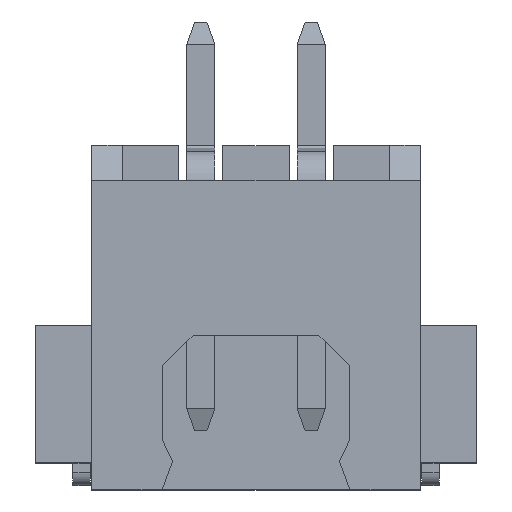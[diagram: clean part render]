
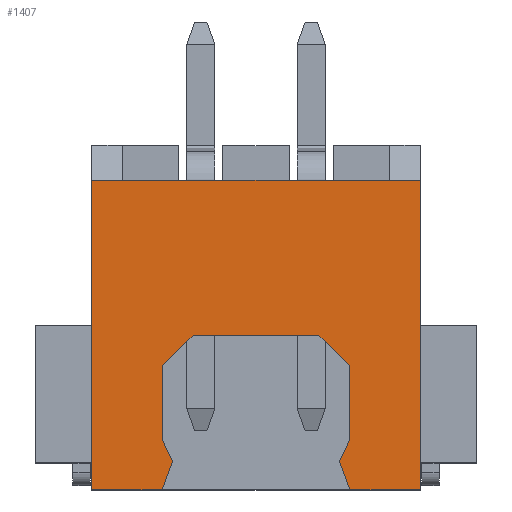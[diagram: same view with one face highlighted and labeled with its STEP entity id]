
A CAD part, top view. The second image highlights one B-rep face of the part: STEP entity #1407.
In plain terms, the highlighted planar face has unit normal (0, 0, 1).
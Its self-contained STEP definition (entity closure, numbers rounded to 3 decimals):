
#1061=VERTEX_POINT('',#1062);
#1062=CARTESIAN_POINT('',(-3.725,1.42,6.11));
#1068=EDGE_CURVE('',#1061,#1069,#1071,.T.);
#1069=VERTEX_POINT('',#1070);
#1070=CARTESIAN_POINT('',(3.725,1.42,6.11));
#1071=LINE('',#1072,#1073);
#1072=CARTESIAN_POINT('',(-5.,1.42,6.11));
#1073=VECTOR('',#1074,1.0);
#1074=DIRECTION('',(1.0,0.0,0.0));
#1257=VERTEX_POINT('',#1258);
#1258=CARTESIAN_POINT('',(-2.125,-5.58,6.11));
#1264=EDGE_CURVE('',#1257,#1265,#1267,.T.);
#1265=VERTEX_POINT('',#1266);
#1266=CARTESIAN_POINT('',(-3.725,-5.58,6.11));
#1267=LINE('',#1268,#1269);
#1268=CARTESIAN_POINT('',(-5.,-5.58,6.11));
#1269=VECTOR('',#1270,1.0);
#1270=DIRECTION('',(-1.0,0.0,0.0));
#1297=VERTEX_POINT('',#1298);
#1298=CARTESIAN_POINT('',(3.725,-5.58,6.11));
#1304=EDGE_CURVE('',#1297,#1305,#1307,.T.);
#1305=VERTEX_POINT('',#1306);
#1306=CARTESIAN_POINT('',(2.125,-5.58,6.11));
#1307=LINE('',#1308,#1309);
#1308=CARTESIAN_POINT('',(-5.,-5.58,6.11));
#1309=VECTOR('',#1310,1.0);
#1310=DIRECTION('',(-1.0,0.0,0.0));
#1407=ADVANCED_FACE('',(#1408),#1495,.F.);
#1408=FACE_BOUND('',#1409,.T.);
#1409=EDGE_LOOP('',(#1410,#1420,#1428,#1436,#1444,#1452,#1458,#1459,#1465,#1466,#1472,#1473,#1481,#1489));
#1410=ORIENTED_EDGE('',*,*,#1411,.T.);
#1411=EDGE_CURVE('',#1412,#1414,#1416,.F.);
#1412=VERTEX_POINT('',#1413);
#1413=CARTESIAN_POINT('',(-2.125,-2.78,6.11));
#1414=VERTEX_POINT('',#1415);
#1415=CARTESIAN_POINT('',(-1.425,-2.08,6.11));
#1416=LINE('',#1417,#1418);
#1417=CARTESIAN_POINT('',(-2.125,-2.78,6.11));
#1418=VECTOR('',#1419,1.0);
#1419=DIRECTION('',(-0.707,-0.707,0.));
#1420=ORIENTED_EDGE('',*,*,#1421,.T.);
#1421=EDGE_CURVE('',#1414,#1422,#1424,.F.);
#1422=VERTEX_POINT('',#1423);
#1423=CARTESIAN_POINT('',(1.425,-2.08,6.11));
#1424=LINE('',#1425,#1426);
#1425=CARTESIAN_POINT('',(1.425,-2.08,6.11));
#1426=VECTOR('',#1427,1.0);
#1427=DIRECTION('',(-1.0,0.0,0.0));
#1428=ORIENTED_EDGE('',*,*,#1429,.T.);
#1429=EDGE_CURVE('',#1422,#1430,#1432,.F.);
#1430=VERTEX_POINT('',#1431);
#1431=CARTESIAN_POINT('',(2.125,-2.78,6.11));
#1432=LINE('',#1433,#1434);
#1433=CARTESIAN_POINT('',(2.125,-2.78,6.11));
#1434=VECTOR('',#1435,1.0);
#1435=DIRECTION('',(-0.707,0.707,0.));
#1436=ORIENTED_EDGE('',*,*,#1437,.T.);
#1437=EDGE_CURVE('',#1430,#1438,#1440,.F.);
#1438=VERTEX_POINT('',#1439);
#1439=CARTESIAN_POINT('',(2.125,-4.439,6.11));
#1440=LINE('',#1441,#1442);
#1441=CARTESIAN_POINT('',(2.125,-4.439,6.11));
#1442=VECTOR('',#1443,1.0);
#1443=DIRECTION('',(0.0,1.0,0.));
#1444=ORIENTED_EDGE('',*,*,#1445,.T.);
#1445=EDGE_CURVE('',#1438,#1446,#1448,.F.);
#1446=VERTEX_POINT('',#1447);
#1447=CARTESIAN_POINT('',(1.892,-4.939,6.11));
#1448=LINE('',#1449,#1450);
#1449=CARTESIAN_POINT('',(1.892,-4.939,6.11));
#1450=VECTOR('',#1451,1.0);
#1451=DIRECTION('',(0.423,0.906,0.));
#1452=ORIENTED_EDGE('',*,*,#1453,.T.);
#1453=EDGE_CURVE('',#1446,#1305,#1454,.F.);
#1454=LINE('',#1455,#1456);
#1455=CARTESIAN_POINT('',(2.125,-5.58,6.11));
#1456=VECTOR('',#1457,1.0);
#1457=DIRECTION('',(-0.342,0.94,0.));
#1458=ORIENTED_EDGE('',*,*,#1304,.F.);
#1459=ORIENTED_EDGE('',*,*,#1460,.T.);
#1460=EDGE_CURVE('',#1297,#1069,#1461,.T.);
#1461=LINE('',#1462,#1463);
#1462=CARTESIAN_POINT('',(3.725,1.42,6.11));
#1463=VECTOR('',#1464,1.0);
#1464=DIRECTION('',(0.0,1.0,0.));
#1465=ORIENTED_EDGE('',*,*,#1068,.F.);
#1466=ORIENTED_EDGE('',*,*,#1467,.T.);
#1467=EDGE_CURVE('',#1061,#1265,#1468,.T.);
#1468=LINE('',#1469,#1470);
#1469=CARTESIAN_POINT('',(-3.725,1.42,6.11));
#1470=VECTOR('',#1471,1.0);
#1471=DIRECTION('',(0.0,-1.0,0.));
#1472=ORIENTED_EDGE('',*,*,#1264,.F.);
#1473=ORIENTED_EDGE('',*,*,#1474,.T.);
#1474=EDGE_CURVE('',#1257,#1475,#1477,.F.);
#1475=VERTEX_POINT('',#1476);
#1476=CARTESIAN_POINT('',(-1.892,-4.939,6.11));
#1477=LINE('',#1478,#1479);
#1478=CARTESIAN_POINT('',(-2.125,-5.58,6.11));
#1479=VECTOR('',#1480,1.0);
#1480=DIRECTION('',(-0.342,-0.94,0.));
#1481=ORIENTED_EDGE('',*,*,#1482,.T.);
#1482=EDGE_CURVE('',#1475,#1483,#1485,.F.);
#1483=VERTEX_POINT('',#1484);
#1484=CARTESIAN_POINT('',(-2.125,-4.439,6.11));
#1485=LINE('',#1486,#1487);
#1486=CARTESIAN_POINT('',(-1.892,-4.939,6.11));
#1487=VECTOR('',#1488,1.0);
#1488=DIRECTION('',(0.423,-0.906,0.));
#1489=ORIENTED_EDGE('',*,*,#1490,.T.);
#1490=EDGE_CURVE('',#1483,#1412,#1491,.F.);
#1491=LINE('',#1492,#1493);
#1492=CARTESIAN_POINT('',(-2.125,-4.439,6.11));
#1493=VECTOR('',#1494,1.0);
#1494=DIRECTION('',(0.,-1.0,0.));
#1495=PLANE('',#1496);
#1496=AXIS2_PLACEMENT_3D('',#1497,#1498,#1499);
#1497=CARTESIAN_POINT('',(-5.,-5.58,6.11));
#1498=DIRECTION('',(0.0,0.,-1.0));
#1499=DIRECTION('',(0.0,1.0,0.));
